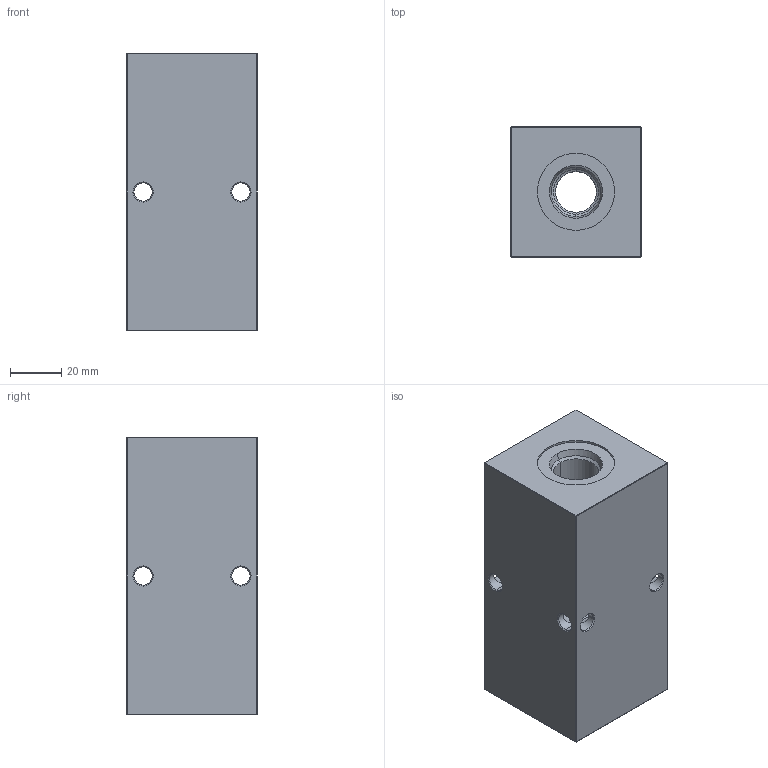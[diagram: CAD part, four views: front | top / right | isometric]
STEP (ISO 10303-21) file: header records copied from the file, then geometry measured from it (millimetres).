
FILE_DESCRIPTION (( 'STEP AP203' ), '1' );
FILE_NAME ('HM-2-0-S-8-6.STEP', '2020-09-30T21:09:10', ( '' ), ( '' ), 'SwSTEP 2.0', 'SolidWorks 2019', '' );
FILE_SCHEMA (( 'CONFIG_CONTROL_DESIGN' ));
Length unit declared in the file: inch
Products named in the file (1): HM-2-0-S-8-6
Bounding box: 50.8 x 50.8 x 107.95 mm (x, y, z)
Volume: 241725.6 mm3; surface area: 36628.6 mm2
Topology: 1 solids, 1 shells, 510 faces, 1320 edges, 850 vertices
Faces by surface type: plane 224, bspline 200, cylinder 46, cone 40
Entity records: 25217 total; most frequent: CARTESIAN_POINT 14077, ORIENTED_EDGE 2640, DIRECTION 1604, EDGE_CURVE 1320, VERTEX_POINT 850, LINE 786, VECTOR 786, EDGE_LOOP 570
